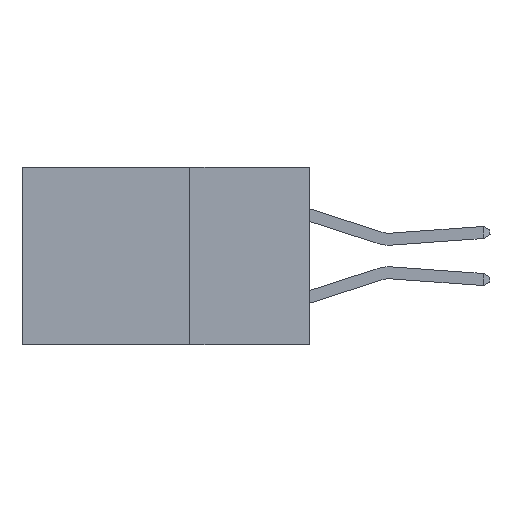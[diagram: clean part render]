
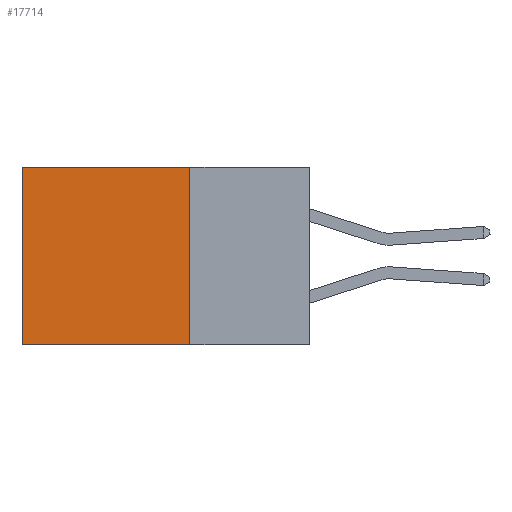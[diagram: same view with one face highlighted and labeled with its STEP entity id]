
A CAD part, left-side view. The second image highlights one B-rep face of the part: STEP entity #17714.
In plain terms, the highlighted planar face has unit normal (-1, 0, 0).
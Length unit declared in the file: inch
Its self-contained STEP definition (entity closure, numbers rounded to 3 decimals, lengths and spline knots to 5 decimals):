
#151 = ORIENTED_EDGE ( 'NONE', *, *, #4359, .F. ) ;
#1055 = VECTOR ( 'NONE', #20852, 39.37008 ) ;
#2755 = DIRECTION ( 'NONE',  ( 0., 0., -1. ) ) ;
#3742 = DIRECTION ( 'NONE',  ( 1., 0., 0. ) ) ;
#4049 = VERTEX_POINT ( 'NONE', #13694 ) ;
#4359 = EDGE_CURVE ( 'NONE', #10753, #26079, #10971, .T. ) ;
#4627 = CARTESIAN_POINT ( 'NONE',  ( 0.298, 0.6, 0. ) ) ;
#5209 = CARTESIAN_POINT ( 'NONE',  ( 0.298, 0.25, -0.37 ) ) ;
#5279 = CARTESIAN_POINT ( 'NONE',  ( 0.298, 0.6, -0.37 ) ) ;
#5866 = LINE ( 'NONE', #17659, #21895 ) ;
#6535 = DIRECTION ( 'NONE',  ( 0., 1., 0. ) ) ;
#7414 = ORIENTED_EDGE ( 'NONE', *, *, #26369, .T. ) ;
#7803 = EDGE_LOOP ( 'NONE', ( #7414, #25739, #151, #20116 ) ) ;
#8222 = DIRECTION ( 'NONE',  ( 0., 0., -1. ) ) ;
#8344 = LINE ( 'NONE', #4627, #21254 ) ;
#8498 = AXIS2_PLACEMENT_3D ( 'NONE', #27805, #3742, #8222 ) ;
#10095 = EDGE_CURVE ( 'NONE', #10753, #4049, #26538, .T. ) ;
#10338 = PLANE ( 'NONE',  #8498 ) ;
#10753 = VERTEX_POINT ( 'NONE', #16849 ) ;
#10926 = FACE_OUTER_BOUND ( 'NONE', #7803, .T. ) ;
#10971 = LINE ( 'NONE', #14074, #1055 ) ;
#11911 = VECTOR ( 'NONE', #22493, 39.37008 ) ;
#13694 = CARTESIAN_POINT ( 'NONE',  ( 0.298, 0.6, 0. ) ) ;
#13794 = CARTESIAN_POINT ( 'NONE',  ( 0.298, 0.25, 0. ) ) ;
#14074 = CARTESIAN_POINT ( 'NONE',  ( 0.298, 0.25, 0. ) ) ;
#16849 = CARTESIAN_POINT ( 'NONE',  ( 0.298, 0.25, 0. ) ) ;
#17659 = CARTESIAN_POINT ( 'NONE',  ( 0.298, 0.25, -0.37 ) ) ;
#17714 = ADVANCED_FACE ( 'NONE', ( #10926 ), #10338, .F. ) ;
#20116 = ORIENTED_EDGE ( 'NONE', *, *, #10095, .T. ) ;
#20852 = DIRECTION ( 'NONE',  ( 0., 0., -1. ) ) ;
#21254 = VECTOR ( 'NONE', #2755, 39.37008 ) ;
#21895 = VECTOR ( 'NONE', #6535, 39.37008 ) ;
#21989 = EDGE_CURVE ( 'NONE', #26079, #26516, #5866, .T. ) ;
#22493 = DIRECTION ( 'NONE',  ( 0., 1., 0. ) ) ;
#25739 = ORIENTED_EDGE ( 'NONE', *, *, #21989, .F. ) ;
#26079 = VERTEX_POINT ( 'NONE', #5209 ) ;
#26369 = EDGE_CURVE ( 'NONE', #4049, #26516, #8344, .T. ) ;
#26516 = VERTEX_POINT ( 'NONE', #5279 ) ;
#26538 = LINE ( 'NONE', #13794, #11911 ) ;
#27805 = CARTESIAN_POINT ( 'NONE',  ( 0.298, 0.25, 0. ) ) ;
